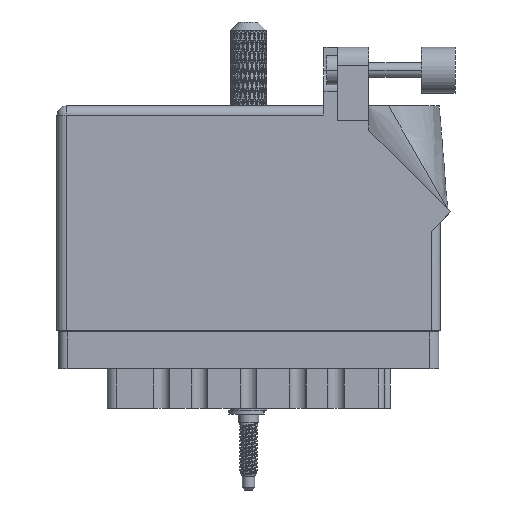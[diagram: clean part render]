
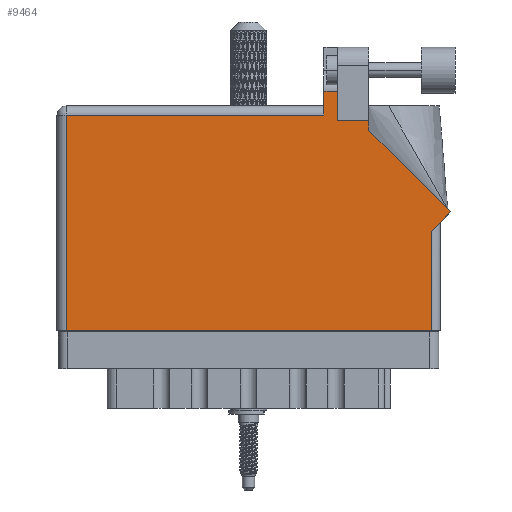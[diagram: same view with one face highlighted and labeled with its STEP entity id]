
A CAD part, front view. The second image highlights one B-rep face of the part: STEP entity #9464.
In plain terms, the highlighted face is planar.
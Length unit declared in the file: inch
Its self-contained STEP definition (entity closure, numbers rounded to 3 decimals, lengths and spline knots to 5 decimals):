
#949 = ORIENTED_EDGE ( 'NONE', *, *, #98524, .T. ) ;
#1804 = VECTOR ( 'NONE', #64167, 39.37008 ) ;
#2464 = CARTESIAN_POINT ( 'NONE',  ( 2.126, 1.36442, 0. ) ) ;
#3624 = PLANE ( 'NONE',  #81223 ) ;
#3902 = ORIENTED_EDGE ( 'NONE', *, *, #41404, .T. ) ;
#4668 = VECTOR ( 'NONE', #61932, 39.37008 ) ;
#5020 = CARTESIAN_POINT ( 'NONE',  ( 2.68271, 0.80771, 0. ) ) ;
#5085 = VERTEX_POINT ( 'NONE', #72468 ) ;
#6168 = LINE ( 'NONE', #106763, #27830 ) ;
#6572 = VERTEX_POINT ( 'NONE', #52964 ) ;
#7112 = CARTESIAN_POINT ( 'NONE',  ( 1.819, 1.53, 0. ) ) ;
#7491 = VECTOR ( 'NONE', #74930, 39.37008 ) ;
#9464 = ADVANCED_FACE ( 'NONE', ( #17914 ), #3624, .F. ) ;
#10516 = CARTESIAN_POINT ( 'NONE',  ( 1.913, 1.43, 0. ) ) ;
#10835 = EDGE_CURVE ( 'NONE', #6572, #114318, #20582, .T. ) ;
#11488 = EDGE_CURVE ( 'NONE', #56912, #112906, #107070, .T. ) ;
#12649 = VECTOR ( 'NONE', #67642, 39.37008 ) ;
#13178 = CARTESIAN_POINT ( 'NONE',  ( 1.913, 1.6315, 0. ) ) ;
#14836 = VECTOR ( 'NONE', #26782, 39.37008 ) ;
#17914 = FACE_OUTER_BOUND ( 'NONE', #119140, .T. ) ;
#20582 = LINE ( 'NONE', #98228, #1804 ) ;
#20840 = EDGE_CURVE ( 'NONE', #65874, #82236, #84282, .T. ) ;
#23996 = EDGE_CURVE ( 'NONE', #5085, #37407, #95764, .T. ) ;
#24480 = VECTOR ( 'NONE', #85653, 39.37008 ) ;
#24815 = DIRECTION ( 'NONE',  ( 0., -1., 0. ) ) ;
#26030 = VERTEX_POINT ( 'NONE', #49376 ) ;
#26782 = DIRECTION ( 'NONE',  ( -0.707, 0.707, 0. ) ) ;
#27830 = VECTOR ( 'NONE', #24815, 39.37008 ) ;
#29089 = VECTOR ( 'NONE', #110982, 39.37008 ) ;
#30164 = CARTESIAN_POINT ( 'NONE',  ( 1.913, 1.43, 0. ) ) ;
#30504 = ORIENTED_EDGE ( 'NONE', *, *, #46763, .T. ) ;
#30607 = LINE ( 'NONE', #72786, #102897 ) ;
#34456 = DIRECTION ( 'NONE',  ( -1., 0., 0. ) ) ;
#37407 = VERTEX_POINT ( 'NONE', #110400 ) ;
#37719 = LINE ( 'NONE', #114990, #72358 ) ;
#38675 = CARTESIAN_POINT ( 'NONE',  ( 2.612, 0.737, 0. ) ) ;
#41054 = CARTESIAN_POINT ( 'NONE',  ( 0., 1.53, 0. ) ) ;
#41404 = EDGE_CURVE ( 'NONE', #112906, #68840, #102163, .T. ) ;
#43077 = CARTESIAN_POINT ( 'NONE',  ( 2.55, 0.675, 0. ) ) ;
#46763 = EDGE_CURVE ( 'NONE', #26030, #6572, #113825, .T. ) ;
#48640 = CARTESIAN_POINT ( 'NONE',  ( 2.126, 1.43, 0. ) ) ;
#49376 = CARTESIAN_POINT ( 'NONE',  ( 0.062, 0., 0. ) ) ;
#52964 = CARTESIAN_POINT ( 'NONE',  ( 2.55, 0., 0. ) ) ;
#56912 = VERTEX_POINT ( 'NONE', #57324 ) ;
#57324 = CARTESIAN_POINT ( 'NONE',  ( 2.126, 1.43, 0. ) ) ;
#61343 = CARTESIAN_POINT ( 'NONE',  ( 2.126, 1.36442, 0. ) ) ;
#61932 = DIRECTION ( 'NONE',  ( 0., -1., 0. ) ) ;
#64167 = DIRECTION ( 'NONE',  ( 0., 1., 0. ) ) ;
#65874 = VERTEX_POINT ( 'NONE', #5020 ) ;
#67642 = DIRECTION ( 'NONE',  ( 0., 1., 0. ) ) ;
#68047 = LINE ( 'NONE', #38675, #29089 ) ;
#68840 = VERTEX_POINT ( 'NONE', #13178 ) ;
#70662 = ORIENTED_EDGE ( 'NONE', *, *, #10835, .T. ) ;
#71829 = ORIENTED_EDGE ( 'NONE', *, *, #77399, .T. ) ;
#72358 = VECTOR ( 'NONE', #87581, 39.37008 ) ;
#72468 = CARTESIAN_POINT ( 'NONE',  ( 1.819, 1.6315, 0. ) ) ;
#72786 = CARTESIAN_POINT ( 'NONE',  ( 2.24377, 1.6315, 0. ) ) ;
#74930 = DIRECTION ( 'NONE',  ( -1., 0., 0. ) ) ;
#75652 = EDGE_CURVE ( 'NONE', #68840, #5085, #30607, .T. ) ;
#76506 = LINE ( 'NONE', #2464, #24480 ) ;
#77176 = VERTEX_POINT ( 'NONE', #95462 ) ;
#77399 = EDGE_CURVE ( 'NONE', #82236, #56912, #76506, .T. ) ;
#77473 = DIRECTION ( 'NONE',  ( -1., 0., 0. ) ) ;
#81223 = AXIS2_PLACEMENT_3D ( 'NONE', #41054, #114614, #77473 ) ;
#81711 = CARTESIAN_POINT ( 'NONE',  ( 2.68271, 0.80771, 0. ) ) ;
#82236 = VERTEX_POINT ( 'NONE', #61343 ) ;
#84282 = LINE ( 'NONE', #81711, #14836 ) ;
#84786 = ORIENTED_EDGE ( 'NONE', *, *, #97788, .T. ) ;
#85653 = DIRECTION ( 'NONE',  ( 0., 1., 0. ) ) ;
#87434 = ORIENTED_EDGE ( 'NONE', *, *, #75652, .T. ) ;
#87581 = DIRECTION ( 'NONE',  ( -1., 0., 0. ) ) ;
#93065 = ORIENTED_EDGE ( 'NONE', *, *, #23996, .T. ) ;
#95462 = CARTESIAN_POINT ( 'NONE',  ( 0.062, 1.468, 0. ) ) ;
#95764 = LINE ( 'NONE', #7112, #4668 ) ;
#97674 = ORIENTED_EDGE ( 'NONE', *, *, #11488, .T. ) ;
#97788 = EDGE_CURVE ( 'NONE', #77176, #26030, #6168, .T. ) ;
#97857 = ORIENTED_EDGE ( 'NONE', *, *, #98713, .T. ) ;
#98228 = CARTESIAN_POINT ( 'NONE',  ( 2.55, 0.737, 0. ) ) ;
#98524 = EDGE_CURVE ( 'NONE', #114318, #65874, #68047, .T. ) ;
#98713 = EDGE_CURVE ( 'NONE', #37407, #77176, #37719, .T. ) ;
#99906 = CARTESIAN_POINT ( 'NONE',  ( 0., 0., 0. ) ) ;
#100902 = ORIENTED_EDGE ( 'NONE', *, *, #20840, .T. ) ;
#102163 = LINE ( 'NONE', #30164, #12649 ) ;
#102897 = VECTOR ( 'NONE', #34456, 39.37008 ) ;
#106763 = CARTESIAN_POINT ( 'NONE',  ( 0.062, 0., 0. ) ) ;
#107070 = LINE ( 'NONE', #48640, #7491 ) ;
#109390 = VECTOR ( 'NONE', #118078, 39.37008 ) ;
#110400 = CARTESIAN_POINT ( 'NONE',  ( 1.819, 1.468, 0. ) ) ;
#110982 = DIRECTION ( 'NONE',  ( 0.707, 0.707, 0. ) ) ;
#112906 = VERTEX_POINT ( 'NONE', #10516 ) ;
#113825 = LINE ( 'NONE', #99906, #109390 ) ;
#114318 = VERTEX_POINT ( 'NONE', #43077 ) ;
#114614 = DIRECTION ( 'NONE',  ( 0., 0., -1. ) ) ;
#114990 = CARTESIAN_POINT ( 'NONE',  ( 0., 1.468, 0. ) ) ;
#118078 = DIRECTION ( 'NONE',  ( 1., 0., 0. ) ) ;
#119140 = EDGE_LOOP ( 'NONE', ( #3902, #87434, #93065, #97857, #84786, #30504, #70662, #949, #100902, #71829, #97674 ) ) ;
